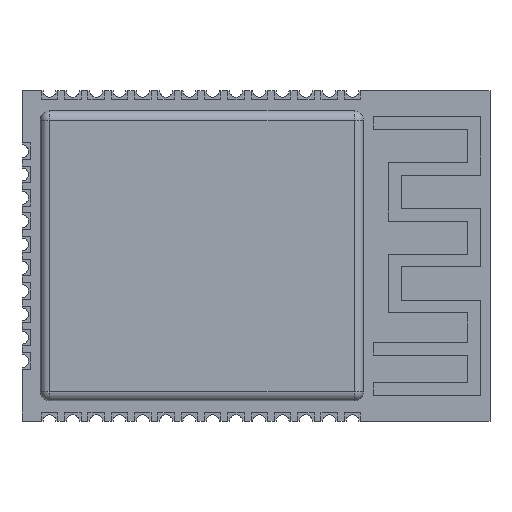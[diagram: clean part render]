
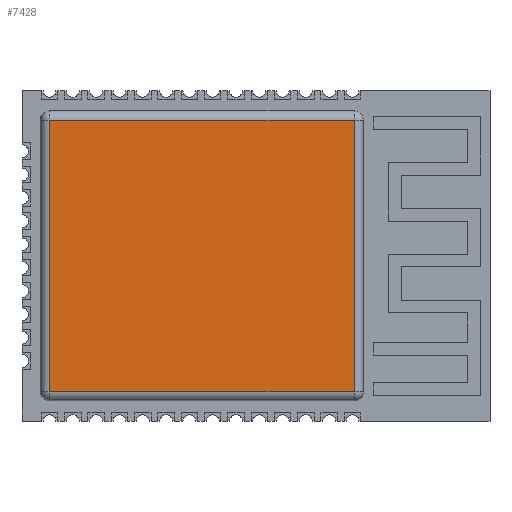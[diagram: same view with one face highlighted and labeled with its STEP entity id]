
A CAD part, top view. The second image highlights one B-rep face of the part: STEP entity #7428.
In plain terms, the highlighted planar face has unit normal (0, 0, 1).
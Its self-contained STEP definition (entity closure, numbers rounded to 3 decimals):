
#6 = DIRECTION ( 'NONE',  ( 0., 1., 0. ) ) ;
#1089 = CARTESIAN_POINT ( 'NONE',  ( -9., -9.075, 3.1 ) ) ;
#1383 = CARTESIAN_POINT ( 'NONE',  ( -3.65, -16.475, 3.1 ) ) ;
#1656 = VERTEX_POINT ( 'NONE', #10017 ) ;
#2762 = VECTOR ( 'NONE', #11468, 1000. ) ;
#2921 = PLANE ( 'NONE',  #6518 ) ;
#3024 = VERTEX_POINT ( 'NONE', #9048 ) ;
#3417 = LINE ( 'NONE', #8772, #6944 ) ;
#3612 = LINE ( 'NONE', #8214, #7522 ) ;
#3648 = VERTEX_POINT ( 'NONE', #7572 ) ;
#4673 = EDGE_LOOP ( 'NONE', ( #10010, #7668, #10004, #8962 ) ) ;
#5257 = VECTOR ( 'NONE', #5841, 1000. ) ;
#5574 = FACE_OUTER_BOUND ( 'NONE', #4673, .T. ) ;
#5814 = DIRECTION ( 'NONE',  ( 1., 0., 0. ) ) ;
#5841 = DIRECTION ( 'NONE',  ( 1., 0., 0. ) ) ;
#6518 = AXIS2_PLACEMENT_3D ( 'NONE', #1089, #6626, #5814 ) ;
#6626 = DIRECTION ( 'NONE',  ( 0., 0., 1. ) ) ;
#6944 = VECTOR ( 'NONE', #11332, 1000. ) ;
#7337 = EDGE_CURVE ( 'NONE', #3648, #1656, #8991, .T. ) ;
#7428 = ADVANCED_FACE ( 'NONE', ( #5574 ), #2921, .T. ) ;
#7522 = VECTOR ( 'NONE', #6, 1000. ) ;
#7572 = CARTESIAN_POINT ( 'NONE',  ( -20.25, -1.675, 3.1 ) ) ;
#7668 = ORIENTED_EDGE ( 'NONE', *, *, #10378, .T. ) ;
#8083 = LINE ( 'NONE', #11648, #5257 ) ;
#8214 = CARTESIAN_POINT ( 'NONE',  ( -3.65, -1.175, 3.1 ) ) ;
#8772 = CARTESIAN_POINT ( 'NONE',  ( -20.75, -1.675, 3.1 ) ) ;
#8962 = ORIENTED_EDGE ( 'NONE', *, *, #10199, .T. ) ;
#8991 = LINE ( 'NONE', #11403, #2762 ) ;
#9048 = CARTESIAN_POINT ( 'NONE',  ( -3.65, -1.675, 3.1 ) ) ;
#9137 = VERTEX_POINT ( 'NONE', #1383 ) ;
#10004 = ORIENTED_EDGE ( 'NONE', *, *, #7337, .T. ) ;
#10010 = ORIENTED_EDGE ( 'NONE', *, *, #11642, .T. ) ;
#10017 = CARTESIAN_POINT ( 'NONE',  ( -20.25, -16.475, 3.1 ) ) ;
#10199 = EDGE_CURVE ( 'NONE', #1656, #9137, #8083, .T. ) ;
#10378 = EDGE_CURVE ( 'NONE', #3024, #3648, #3417, .T. ) ;
#11332 = DIRECTION ( 'NONE',  ( -1., 0., 0. ) ) ;
#11403 = CARTESIAN_POINT ( 'NONE',  ( -20.25, -16.975, 3.1 ) ) ;
#11468 = DIRECTION ( 'NONE',  ( 0., -1., 0. ) ) ;
#11642 = EDGE_CURVE ( 'NONE', #9137, #3024, #3612, .T. ) ;
#11648 = CARTESIAN_POINT ( 'NONE',  ( -3.15, -16.475, 3.1 ) ) ;
